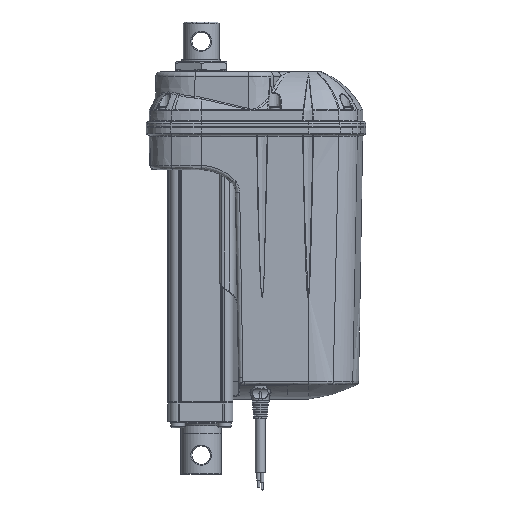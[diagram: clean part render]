
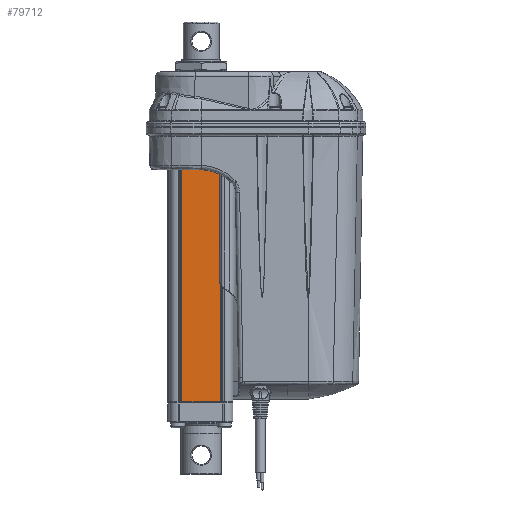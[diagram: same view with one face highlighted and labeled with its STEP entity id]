
A CAD part, front view. The second image highlights one B-rep face of the part: STEP entity #79712.
In plain terms, the highlighted planar face has unit normal (0, -1, 0).
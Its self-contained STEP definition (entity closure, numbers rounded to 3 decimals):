
#79531=CARTESIAN_POINT('',(-88.589,-20.15,122.));
#79532=VERTEX_POINT('',#79531);
#79540=CARTESIAN_POINT('',(-61.411,-20.15,122.));
#79541=VERTEX_POINT('',#79540);
#79542=CARTESIAN_POINT('',(-61.411,-20.15,122.));
#79543=DIRECTION('',(-1.,0.,0.));
#79544=VECTOR('',#79543,27.177);
#79545=LINE('',#79542,#79544);
#79546=EDGE_CURVE('',#79541,#79532,#79545,.T.);
#79670=CARTESIAN_POINT('',(-88.589,-20.15,-41.5));
#79671=VERTEX_POINT('',#79670);
#79672=CARTESIAN_POINT('',(-88.589,-20.15,-41.5));
#79673=DIRECTION('',(0.,0.,1.));
#79674=VECTOR('',#79673,163.5);
#79675=LINE('',#79672,#79674);
#79676=EDGE_CURVE('',#79671,#79532,#79675,.T.);
#79689=CARTESIAN_POINT('',(-75.,-20.15,-109.75));
#79690=DIRECTION('',(1.,0.,0.));
#79691=DIRECTION('',(0.,-1.,0.));
#79692=AXIS2_PLACEMENT_3D('',#79689,#79691,#79690);
#79693=PLANE('',#79692);
#79694=ORIENTED_EDGE('',*,*,#79676,.F.);
#79695=CARTESIAN_POINT('',(-61.411,-20.15,-41.5));
#79696=VERTEX_POINT('',#79695);
#79697=CARTESIAN_POINT('',(-61.411,-20.15,-41.5));
#79698=DIRECTION('',(-1.,0.,0.));
#79699=VECTOR('',#79698,27.177);
#79700=LINE('',#79697,#79699);
#79701=EDGE_CURVE('',#79696,#79671,#79700,.T.);
#79702=ORIENTED_EDGE('E270',*,*,#79701,.F.);
#79703=CARTESIAN_POINT('',(-61.411,-20.15,-41.5));
#79704=DIRECTION('',(0.,0.,1.));
#79705=VECTOR('',#79704,163.5);
#79706=LINE('',#79703,#79705);
#79707=EDGE_CURVE('',#79696,#79541,#79706,.T.);
#79708=ORIENTED_EDGE('E80',*,*,#79707,.T.);
#79709=ORIENTED_EDGE('E80',*,*,#79546,.T.);
#79710=EDGE_LOOP('',(#79694,#79702,#79708,#79709));
#79711=FACE_OUTER_BOUND('',#79710,.T.);
#79712=ADVANCED_FACE('F7',(#79711),#79693,.T.);
